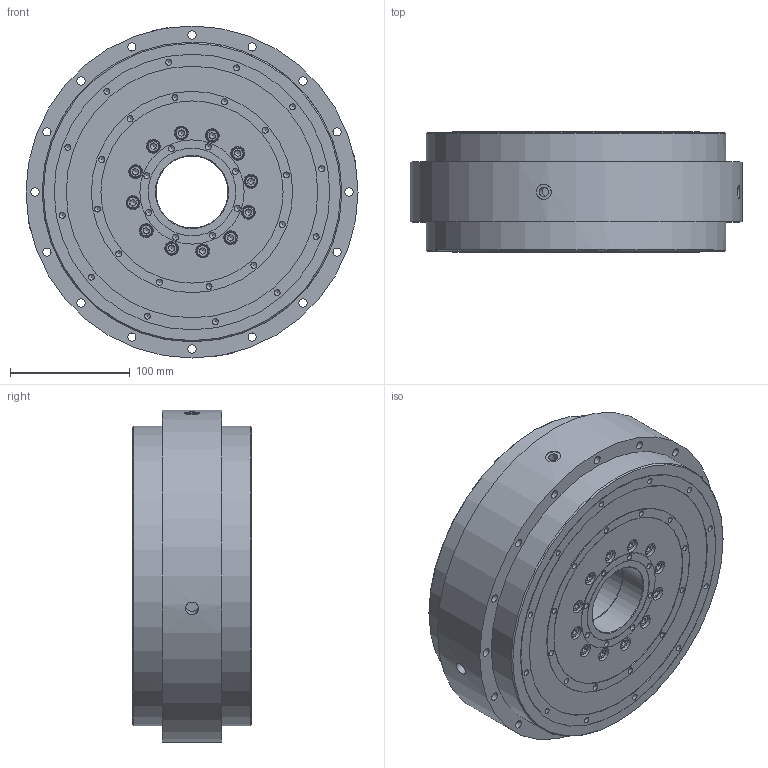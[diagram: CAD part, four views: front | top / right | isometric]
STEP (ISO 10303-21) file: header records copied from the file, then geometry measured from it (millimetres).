
FILE_DESCRIPTION (( 'STEP AP203' ), '1' );
FILE_NAME ('SS-250.STEP', '2019-05-13T16:54:25', ( '' ), ( '' ), 'SwSTEP 2.0', 'SolidWorks 2019', '' );
FILE_SCHEMA (( 'CONFIG_CONTROL_DESIGN' ));
Length unit declared in the file: inch
Products named in the file (1): SS-250
Bounding box: 276.99 x 99.94 x 276.99 mm (x, y, z)
Volume: 5077185.9 mm3; surface area: 292015.3 mm2
Topology: 49 solids, 49 shells, 1006 faces, 2089 edges, 1307 vertices
Faces by surface type: plane 508, cylinder 260, cone 118, bspline 96, torus 24
Full cylindrical faces by diameter (mm): 5 x64, 6 x24, 6.4 x24, 6.6 x24, 6.8 x8, 7 x8, 7.723 x1, 9.728 x1, 10 x24, 10.716 x2, 11 x32, 11.5 x24, 12.7 x1, 17.462 x1, 60 x3, 73 x2, 87 x2, 152 x2, 168 x2, 210 x2, 230 x2, 250 x2, 276.987 x1
Entity records: 28314 total; most frequent: CARTESIAN_POINT 9614, DIRECTION 3802, ORIENTED_EDGE 3148, AXIS2_PLACEMENT_3D 1613, EDGE_LOOP 1612, EDGE_CURVE 1574, FACE_OUTER_BOUND 1286, VERTEX_POINT 1190
